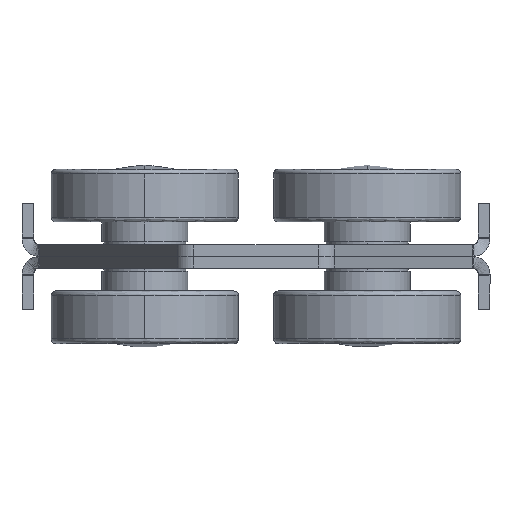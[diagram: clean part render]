
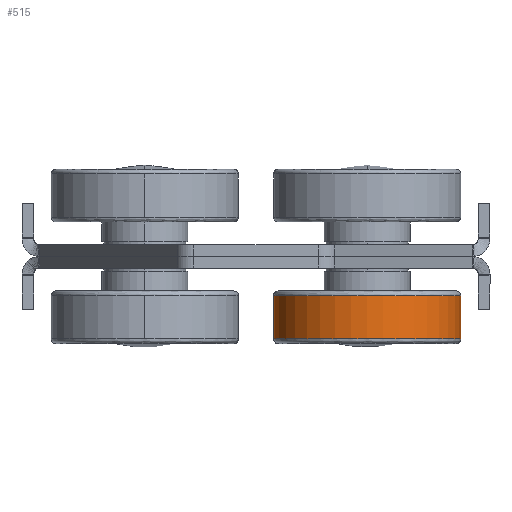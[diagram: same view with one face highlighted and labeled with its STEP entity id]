
A CAD part, front view. The second image highlights one B-rep face of the part: STEP entity #515.
In plain terms, the highlighted cylindrical face has radius 16 mm (diameter 32 mm), a partial arc.
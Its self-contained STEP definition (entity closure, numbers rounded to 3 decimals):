
#164 = CARTESIAN_POINT ( 'NONE',  ( 3., -8.5, -8.7 ) ) ;
#193 = DIRECTION ( 'NONE',  ( 0., 0., -1. ) ) ;
#441 = CARTESIAN_POINT ( 'NONE',  ( 35., -8.5, -8.7 ) ) ;
#515 = ADVANCED_FACE ( 'NONE', ( #8083 ), #6706, .T. ) ;
#535 = LINE ( 'NONE', #9314, #8834 ) ;
#560 = EDGE_CURVE ( 'NONE', #8898, #1850, #5463, .T. ) ;
#577 = VECTOR ( 'NONE', #8032, 1000. ) ;
#856 = DIRECTION ( 'NONE',  ( -1., 0., 0. ) ) ;
#1466 = ORIENTED_EDGE ( 'NONE', *, *, #7328, .F. ) ;
#1545 = CARTESIAN_POINT ( 'NONE',  ( 19., -8.5, -6.412 ) ) ;
#1850 = VERTEX_POINT ( 'NONE', #8292 ) ;
#2751 = VERTEX_POINT ( 'NONE', #164 ) ;
#3170 = AXIS2_PLACEMENT_3D ( 'NONE', #8503, #5462, #4748 ) ;
#3191 = VERTEX_POINT ( 'NONE', #441 ) ;
#3729 = CARTESIAN_POINT ( 'NONE',  ( 19., -8.5, -8.7 ) ) ;
#3976 = EDGE_CURVE ( 'NONE', #2751, #8898, #535, .T. ) ;
#4613 = ORIENTED_EDGE ( 'NONE', *, *, #4728, .T. ) ;
#4728 = EDGE_CURVE ( 'NONE', #3191, #2751, #7177, .T. ) ;
#4748 = DIRECTION ( 'NONE',  ( -1., 0., 0. ) ) ;
#5081 = CARTESIAN_POINT ( 'NONE',  ( 35., -8.5, -6.412 ) ) ;
#5321 = DIRECTION ( 'NONE',  ( 0., 0., -1. ) ) ;
#5462 = DIRECTION ( 'NONE',  ( 0., 0., 1. ) ) ;
#5463 = CIRCLE ( 'NONE', #3170, 16. ) ;
#5726 = DIRECTION ( 'NONE',  ( 0., 0., -1. ) ) ;
#6706 = CYLINDRICAL_SURFACE ( 'NONE', #8497, 16. ) ;
#7060 = ORIENTED_EDGE ( 'NONE', *, *, #560, .T. ) ;
#7177 = CIRCLE ( 'NONE', #8394, 16. ) ;
#7328 = EDGE_CURVE ( 'NONE', #3191, #1850, #8848, .T. ) ;
#8032 = DIRECTION ( 'NONE',  ( 0., 0., -1. ) ) ;
#8083 = FACE_OUTER_BOUND ( 'NONE', #8911, .T. ) ;
#8224 = DIRECTION ( 'NONE',  ( -1., 0., 0. ) ) ;
#8292 = CARTESIAN_POINT ( 'NONE',  ( 35., -8.5, -16.1 ) ) ;
#8332 = CARTESIAN_POINT ( 'NONE',  ( 3., -8.5, -16.1 ) ) ;
#8394 = AXIS2_PLACEMENT_3D ( 'NONE', #3729, #193, #856 ) ;
#8497 = AXIS2_PLACEMENT_3D ( 'NONE', #1545, #5321, #8224 ) ;
#8503 = CARTESIAN_POINT ( 'NONE',  ( 19., -8.5, -16.1 ) ) ;
#8834 = VECTOR ( 'NONE', #5726, 1000. ) ;
#8848 = LINE ( 'NONE', #5081, #577 ) ;
#8898 = VERTEX_POINT ( 'NONE', #8332 ) ;
#8911 = EDGE_LOOP ( 'NONE', ( #1466, #4613, #9295, #7060 ) ) ;
#9295 = ORIENTED_EDGE ( 'NONE', *, *, #3976, .T. ) ;
#9314 = CARTESIAN_POINT ( 'NONE',  ( 3., -8.5, -6.412 ) ) ;
